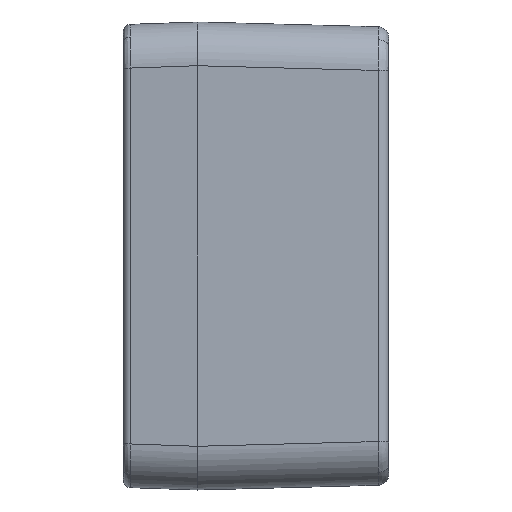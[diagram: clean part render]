
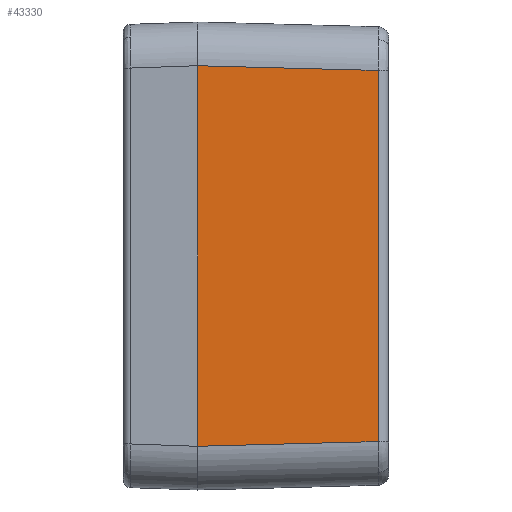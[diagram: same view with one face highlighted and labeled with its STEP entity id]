
A CAD part, left-side view. The second image highlights one B-rep face of the part: STEP entity #43330.
In plain terms, the highlighted planar face has unit normal (-1, -0.026, 0).
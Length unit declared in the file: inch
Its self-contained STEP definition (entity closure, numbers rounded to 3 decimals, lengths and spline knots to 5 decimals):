
#7379 = VERTEX_POINT ( 'NONE', #41827 ) ;
#8701 = LINE ( 'NONE', #42957, #75024 ) ;
#10201 = DIRECTION ( 'NONE',  ( 0., 0., 1. ) ) ;
#10932 = VERTEX_POINT ( 'NONE', #48641 ) ;
#11188 = DIRECTION ( 'NONE',  ( 0.026, -1., 0. ) ) ;
#11342 = LINE ( 'NONE', #56724, #32328 ) ;
#11974 = ORIENTED_EDGE ( 'NONE', *, *, #40190, .F. ) ;
#22256 = DIRECTION ( 'NONE',  ( 0., 0., 1. ) ) ;
#23000 = CARTESIAN_POINT ( 'NONE',  ( -2.95512, -0.05992, 1.02607 ) ) ;
#28879 = PLANE ( 'NONE',  #56976 ) ;
#30283 = DIRECTION ( 'NONE',  ( 0.026, -0.999, -0.026 ) ) ;
#31102 = ORIENTED_EDGE ( 'NONE', *, *, #40274, .T. ) ;
#31356 = VECTOR ( 'NONE', #22256, 39.37008 ) ;
#31801 = DIRECTION ( 'NONE',  ( 0.026, -0.999, 0.026 ) ) ;
#32328 = VECTOR ( 'NONE', #10201, 39.37008 ) ;
#32922 = EDGE_LOOP ( 'NONE', ( #11974, #66112, #31102, #54935 ) ) ;
#40190 = EDGE_CURVE ( 'NONE', #44273, #10932, #59479, .T. ) ;
#40274 = EDGE_CURVE ( 'NONE', #7379, #45678, #8701, .T. ) ;
#40420 = FACE_OUTER_BOUND ( 'NONE', #32922, .T. ) ;
#40490 = CARTESIAN_POINT ( 'NONE',  ( -2.93119, -0.97399, -1.00214 ) ) ;
#40795 = DIRECTION ( 'NONE',  ( -1., -0.026, 0. ) ) ;
#41827 = CARTESIAN_POINT ( 'NONE',  ( -2.95669, 0., -1.02764 ) ) ;
#42957 = CARTESIAN_POINT ( 'NONE',  ( -2.95669, 0., -1.02764 ) ) ;
#43330 = ADVANCED_FACE ( 'NONE', ( #40420 ), #28879, .T. ) ;
#44273 = VERTEX_POINT ( 'NONE', #62444 ) ;
#45678 = VERTEX_POINT ( 'NONE', #40490 ) ;
#46999 = EDGE_CURVE ( 'NONE', #7379, #44273, #63360, .T. ) ;
#48641 = CARTESIAN_POINT ( 'NONE',  ( -2.93119, -0.97399, 1.00214 ) ) ;
#54935 = ORIENTED_EDGE ( 'NONE', *, *, #58587, .T. ) ;
#56724 = CARTESIAN_POINT ( 'NONE',  ( -2.93119, -0.97399, -1.26378 ) ) ;
#56976 = AXIS2_PLACEMENT_3D ( 'NONE', #63836, #40795, #11188 ) ;
#58587 = EDGE_CURVE ( 'NONE', #45678, #10932, #11342, .T. ) ;
#59479 = LINE ( 'NONE', #23000, #68897 ) ;
#62444 = CARTESIAN_POINT ( 'NONE',  ( -2.95669, 0., 1.02764 ) ) ;
#63360 = LINE ( 'NONE', #75253, #31356 ) ;
#63836 = CARTESIAN_POINT ( 'NONE',  ( -2.95669, 0., -1.26378 ) ) ;
#66112 = ORIENTED_EDGE ( 'NONE', *, *, #46999, .F. ) ;
#68897 = VECTOR ( 'NONE', #30283, 39.37008 ) ;
#75024 = VECTOR ( 'NONE', #31801, 39.37008 ) ;
#75253 = CARTESIAN_POINT ( 'NONE',  ( -2.95669, 0., 1.26378 ) ) ;
